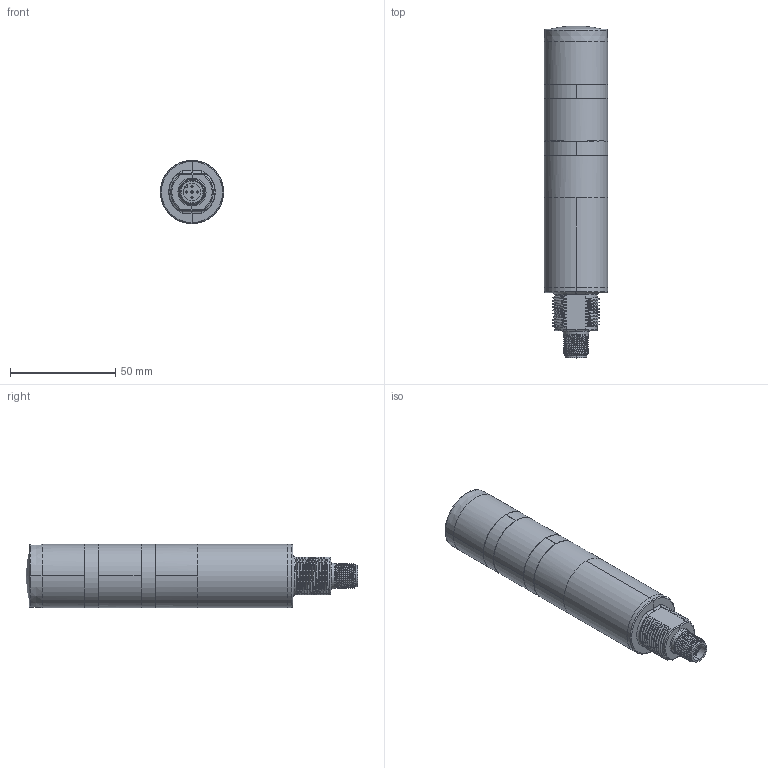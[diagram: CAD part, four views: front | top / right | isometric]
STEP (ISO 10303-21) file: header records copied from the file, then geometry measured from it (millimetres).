
FILE_DESCRIPTION((''),'2;1');
FILE_NAME('204594_ASM','2018-05-09T',('pdmadmin'),('BANNER ENGINEERING'),'CREO PARAMETRIC BY PTC INC, 2016260','CREO PARAMETRIC BY PTC INC, 2016260','');
FILE_SCHEMA(('CONFIG_CONTROL_DESIGN'));
Length unit declared in the file: millimetre
Products named in the file (8): 201226; 201223; 202000; 41089; 204619_ASM; 201227; 202221; 204594_ASM
Assembly tree (10 placements, depth 3):
  204594_ASM
    201226
    201223
    204619_ASM
      202000
      41089
    201227
    202221  x4
Bounding box: 30 x 157.6 x 30 mm (x, y, z)
Volume: 39801.3 mm3; surface area: 36307.1 mm2
Topology: 9 solids, 9 shells, 1131 faces, 2781 edges, 1691 vertices
Faces by surface type: bspline 424, plane 270, cylinder 189, cone 139, torus 79, sphere 30
Entity records: 60395 total; most frequent: CARTESIAN_POINT 41543, ORIENTED_EDGE 4426, DIRECTION 3153, EDGE_CURVE 2213, VERTEX_POINT 1340, AXIS2_PLACEMENT_3D 1314, EDGE_LOOP 955, B_SPLINE_CURVE_WITH_KNOTS 948
